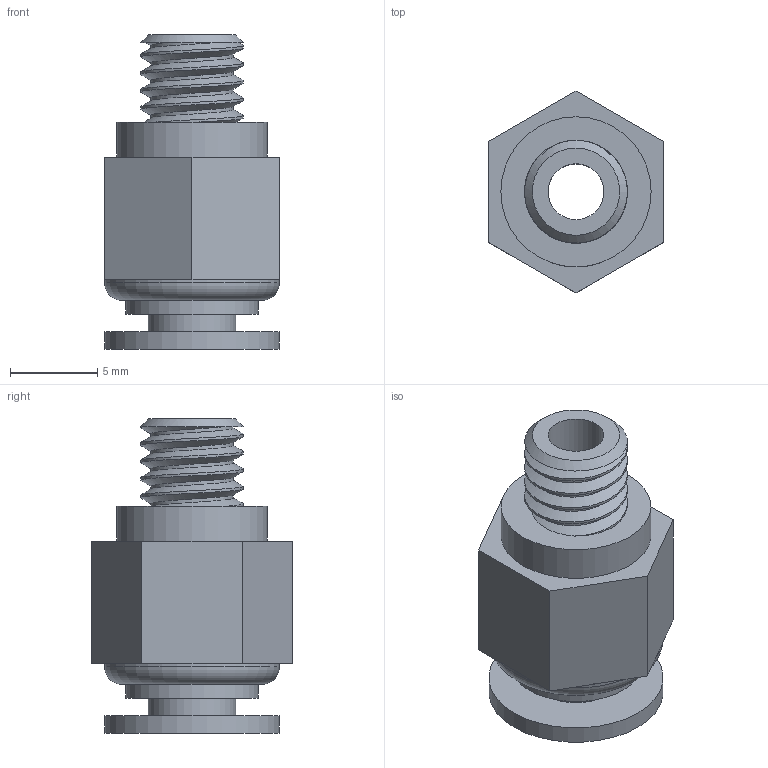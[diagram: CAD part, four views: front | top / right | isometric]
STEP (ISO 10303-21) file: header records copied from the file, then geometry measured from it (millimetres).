
FILE_DESCRIPTION(/* description */ (''),/* implementation_level */ '2;1');
FILE_NAME(/* name */ '#Fitting_PC4-M6 v1.step',/* time_stamp */ '2023-01-31T14:07:46-06:00',/* author */ (''),/* organization */ (''),/* preprocessor_version */ 'ST-DEVELOPER v19.2',/* originating_system */ 'Autodesk Translation Framework v11.17.0.187',/* authorisation */ '');
FILE_SCHEMA (('AUTOMOTIVE_DESIGN { 1 0 10303 214 3 1 1 }'));
Length unit declared in the file: millimetre
Products named in the file (1): #Fitting_PC4-M6
Bounding box: 10 x 11.55 x 18 mm (x, y, z)
Volume: 809.6 mm3; surface area: 1260.3 mm2
Topology: 2 solids, 2 shells, 45 faces, 98 edges, 62 vertices
Faces by surface type: plane 22, cylinder 19, bspline 2, torus 1, cone 1
Full cylindrical faces by diameter (mm): 3.2 x1, 4 x1, 4.744 x2, 5 x1, 5.884 x2, 6 x1, 7.6 x1, 8.6 x1, 10 x2
Entity records: 2125 total; most frequent: CARTESIAN_POINT 1120, ORIENTED_EDGE 196, DIRECTION 190, EDGE_CURVE 98, AXIS2_PLACEMENT_3D 74, VERTEX_POINT 62, EDGE_LOOP 54, FACE_OUTER_BOUND 45
